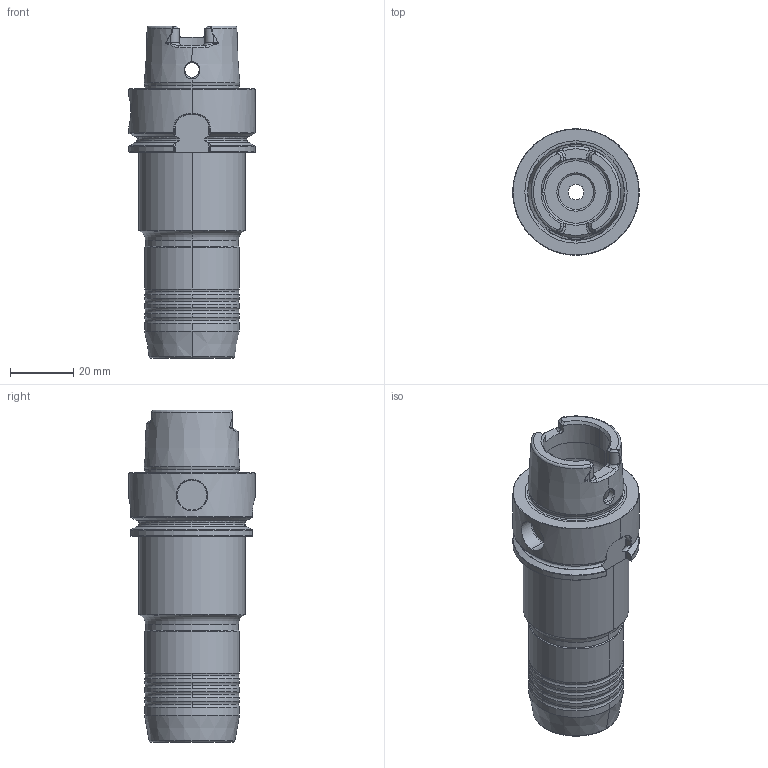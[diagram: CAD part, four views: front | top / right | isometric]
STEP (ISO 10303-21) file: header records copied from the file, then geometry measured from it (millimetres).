
FILE_DESCRIPTION (( 'STEP AP214' ), '1' );
FILE_NAME ('77.A40.010 x=85_step.STEP', '2021-06-22T12:49:50', ( '' ), ( '' ), 'SwSTEP 2.0', 'SolidWorks 2018', '' );
FILE_SCHEMA (( 'AUTOMOTIVE_DESIGN' ));
Length unit declared in the file: millimetre
Products named in the file (1): 77.A40.010 x=85_step
Bounding box: 39.95 x 39.95 x 104.9 mm (x, y, z)
Volume: 69335.2 mm3; surface area: 17510.5 mm2
Topology: 1 solids, 1 shells, 299 faces, 741 edges, 441 vertices
Faces by surface type: cylinder 73, torus 68, plane 64, cone 48, bspline 46
Entity records: 14835 total; most frequent: CARTESIAN_POINT 7911, ORIENTED_EDGE 1470, DIRECTION 1274, EDGE_CURVE 735, AXIS2_PLACEMENT_3D 539, VERTEX_POINT 441, EDGE_LOOP 308, FACE_OUTER_BOUND 299
